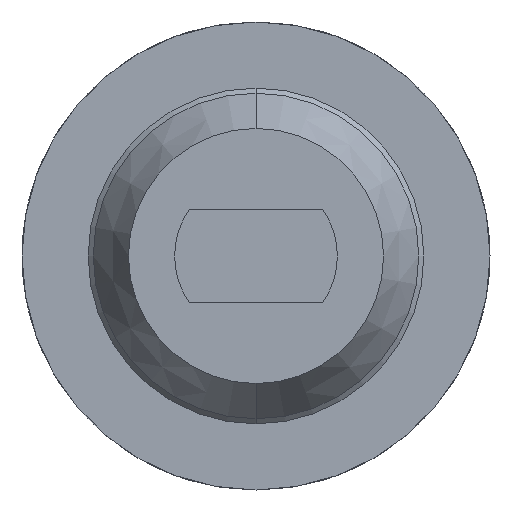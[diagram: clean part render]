
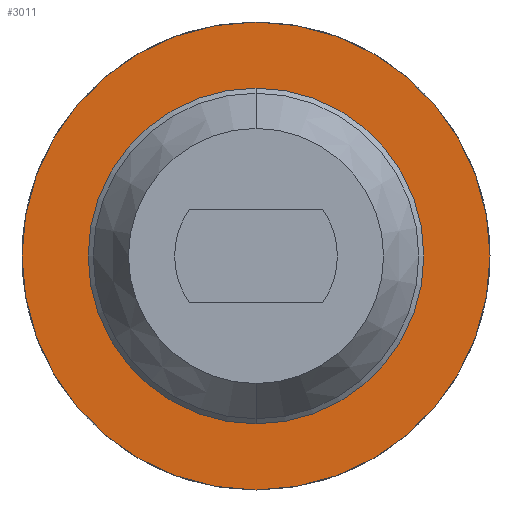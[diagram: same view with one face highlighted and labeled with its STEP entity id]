
A CAD part, front view. The second image highlights one B-rep face of the part: STEP entity #3011.
In plain terms, the highlighted planar face has unit normal (0, -1, 0).
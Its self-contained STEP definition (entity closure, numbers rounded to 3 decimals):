
#333 = CIRCLE ( 'NONE', #2580, 0.825 ) ;
#437 = AXIS2_PLACEMENT_3D ( 'NONE', #3170, #3509, #4269 ) ;
#446 = AXIS2_PLACEMENT_3D ( 'NONE', #954, #1321, #3125 ) ;
#449 = ORIENTED_EDGE ( 'NONE', *, *, #2835, .F. ) ;
#460 = VERTEX_POINT ( 'NONE', #2591 ) ;
#496 = AXIS2_PLACEMENT_3D ( 'NONE', #1801, #3619, #2511 ) ;
#536 = DIRECTION ( 'NONE',  ( 0., 1., 0. ) ) ;
#691 = ORIENTED_EDGE ( 'NONE', *, *, #2033, .T. ) ;
#719 = EDGE_CURVE ( 'Defeature ausgef�hrt2_15+Defeature ausgef�hrt2_18+Defeature ausgef�hrt2_18+Defeature ausgef�hrt2_18', #1396, #4487, #1850, .T. ) ;
#954 = CARTESIAN_POINT ( 'NONE',  ( 0.825, -1.7, 0. ) ) ;
#1284 = CARTESIAN_POINT ( 'NONE',  ( 0., -1.7, 1.15 ) ) ;
#1306 = CARTESIAN_POINT ( 'NONE',  ( 0., -1.7, 0. ) ) ;
#1321 = DIRECTION ( 'NONE',  ( 0., 1., 0. ) ) ;
#1396 = VERTEX_POINT ( 'NONE', #3888 ) ;
#1451 = EDGE_CURVE ( 'Defeature ausgef�hrt2_18+Defeature ausgef�hrt2_17+Defeature ausgef�hrt2_17+Defeature ausgef�hrt2_17', #3290, #460, #4507, .T. ) ;
#1642 = DIRECTION ( 'NONE',  ( 0., 1., 0. ) ) ;
#1795 = CARTESIAN_POINT ( 'NONE',  ( 0., -1.7, -0.825 ) ) ;
#1801 = CARTESIAN_POINT ( 'NONE',  ( 0., -1.7, 0. ) ) ;
#1850 = CIRCLE ( 'NONE', #4555, 1.15 ) ;
#1937 = EDGE_LOOP ( 'NONE', ( #691, #4343 ) ) ;
#1992 = CARTESIAN_POINT ( 'NONE',  ( 0., -1.7, 0. ) ) ;
#2033 = EDGE_CURVE ( 'Defeature ausgef�hrt2_18+Defeature ausgef�hrt2_17+Defeature ausgef�hrt2_17+Defeature ausgef�hrt2_17', #460, #3290, #333, .T. ) ;
#2082 = CIRCLE ( 'NONE', #496, 1.15 ) ;
#2425 = FACE_OUTER_BOUND ( 'NONE', #3892, .T. ) ;
#2468 = DIRECTION ( 'NONE',  ( 0., 0., 1. ) ) ;
#2511 = DIRECTION ( 'NONE',  ( 0., 0., 1. ) ) ;
#2580 = AXIS2_PLACEMENT_3D ( 'NONE', #1992, #536, #4549 ) ;
#2591 = CARTESIAN_POINT ( 'NONE',  ( 0., -1.7, 0.825 ) ) ;
#2835 = EDGE_CURVE ( 'Defeature ausgef�hrt2_15+Defeature ausgef�hrt2_18+Defeature ausgef�hrt2_18+Defeature ausgef�hrt2_18', #4487, #1396, #2082, .T. ) ;
#3011 = ADVANCED_FACE ( 'Defeature ausgef�hrt2_18', ( #2425, #4002 ), #3079, .F. ) ;
#3079 = PLANE ( 'NONE',  #446 ) ;
#3125 = DIRECTION ( 'NONE',  ( 0., 0., 1. ) ) ;
#3170 = CARTESIAN_POINT ( 'NONE',  ( 0., -1.7, 0. ) ) ;
#3290 = VERTEX_POINT ( 'NONE', #1795 ) ;
#3509 = DIRECTION ( 'NONE',  ( 0., 1., 0. ) ) ;
#3619 = DIRECTION ( 'NONE',  ( 0., 1., 0. ) ) ;
#3805 = ORIENTED_EDGE ( 'NONE', *, *, #719, .F. ) ;
#3888 = CARTESIAN_POINT ( 'NONE',  ( 0., -1.7, -1.15 ) ) ;
#3892 = EDGE_LOOP ( 'NONE', ( #449, #3805 ) ) ;
#4002 = FACE_BOUND ( 'NONE', #1937, .T. ) ;
#4269 = DIRECTION ( 'NONE',  ( 0., 0., 1. ) ) ;
#4343 = ORIENTED_EDGE ( 'NONE', *, *, #1451, .T. ) ;
#4487 = VERTEX_POINT ( 'NONE', #1284 ) ;
#4507 = CIRCLE ( 'NONE', #437, 0.825 ) ;
#4549 = DIRECTION ( 'NONE',  ( 0., 0., 1. ) ) ;
#4555 = AXIS2_PLACEMENT_3D ( 'NONE', #1306, #1642, #2468 ) ;
